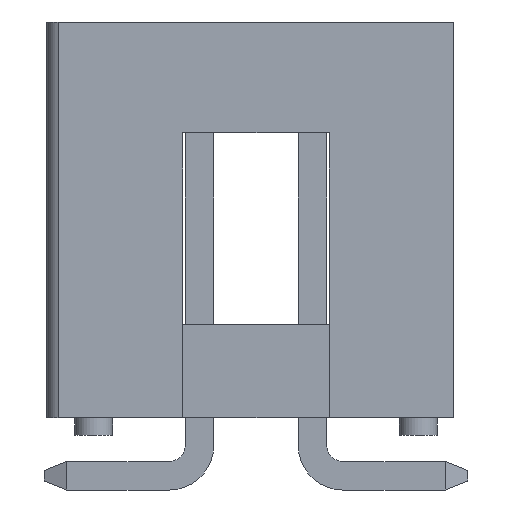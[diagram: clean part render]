
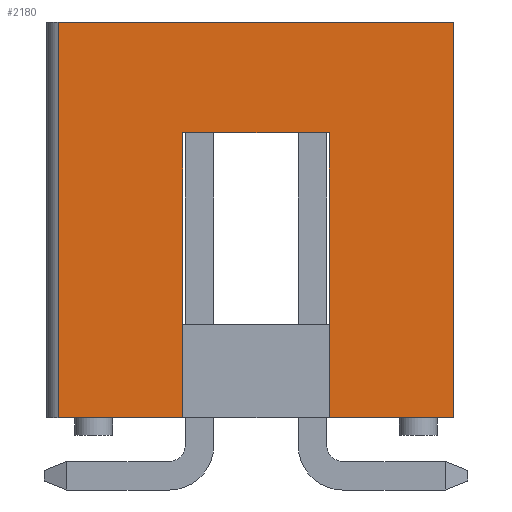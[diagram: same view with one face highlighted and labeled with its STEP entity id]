
A CAD part, left-side view. The second image highlights one B-rep face of the part: STEP entity #2180.
In plain terms, the highlighted planar face has unit normal (-1, 0, 0).
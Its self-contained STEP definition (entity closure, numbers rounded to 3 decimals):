
#84=LINE('',#3122,#367);
#88=LINE('',#3130,#371);
#174=LINE('',#3303,#457);
#176=LINE('',#3307,#459);
#177=LINE('',#3310,#460);
#178=LINE('',#3311,#461);
#179=LINE('',#3313,#462);
#180=LINE('',#3314,#463);
#367=VECTOR('',#2514,1000.);
#371=VECTOR('',#2518,1000.);
#457=VECTOR('',#2616,1000.);
#459=VECTOR('',#2620,1000.);
#460=VECTOR('',#2621,1000.);
#461=VECTOR('',#2622,1000.);
#462=VECTOR('',#2623,1000.);
#463=VECTOR('',#2624,1000.);
#756=ORIENTED_EDGE('',*,*,#1356,.T.);
#757=ORIENTED_EDGE('',*,*,#1357,.T.);
#758=ORIENTED_EDGE('',*,*,#1263,.F.);
#759=ORIENTED_EDGE('',*,*,#1358,.T.);
#760=ORIENTED_EDGE('',*,*,#1359,.T.);
#761=ORIENTED_EDGE('',*,*,#1354,.F.);
#762=ORIENTED_EDGE('',*,*,#1267,.F.);
#763=ORIENTED_EDGE('',*,*,#1360,.F.);
#1263=EDGE_CURVE('',#1566,#1567,#84,.T.);
#1267=EDGE_CURVE('',#1570,#1571,#88,.T.);
#1354=EDGE_CURVE('',#1571,#1652,#174,.T.);
#1356=EDGE_CURVE('',#1653,#1654,#176,.T.);
#1357=EDGE_CURVE('',#1654,#1567,#177,.T.);
#1358=EDGE_CURVE('',#1566,#1655,#178,.T.);
#1359=EDGE_CURVE('',#1655,#1652,#179,.T.);
#1360=EDGE_CURVE('',#1653,#1570,#180,.T.);
#1566=VERTEX_POINT('',#3121);
#1567=VERTEX_POINT('',#3123);
#1570=VERTEX_POINT('',#3129);
#1571=VERTEX_POINT('',#3131);
#1652=VERTEX_POINT('',#3304);
#1653=VERTEX_POINT('',#3308);
#1654=VERTEX_POINT('',#3309);
#1655=VERTEX_POINT('',#3312);
#1781=EDGE_LOOP('',(#756,#757,#758,#759,#760,#761,#762,#763));
#1934=FACE_BOUND('',#1781,.T.);
#2065=PLANE('',#2340);
#2180=ADVANCED_FACE('',(#1934),#2065,.T.);
#2340=AXIS2_PLACEMENT_3D('',#3306,#2618,#2619);
#2514=DIRECTION('',(0.,1.,0.));
#2518=DIRECTION('',(0.,1.,0.));
#2616=DIRECTION('',(0.,0.,1.));
#2618=DIRECTION('',(-1.,0.,0.));
#2619=DIRECTION('',(0.,0.,1.));
#2620=DIRECTION('',(0.,-1.,0.));
#2621=DIRECTION('',(0.,0.,-1.));
#2622=DIRECTION('',(0.,0.,1.));
#2623=DIRECTION('',(0.,1.,0.));
#2624=DIRECTION('',(0.,0.,-1.));
#3121=CARTESIAN_POINT('',(-8.89,-4.445,-4.445));
#3122=CARTESIAN_POINT('',(-8.89,-4.445,-4.445));
#3123=CARTESIAN_POINT('',(-8.89,-1.65,-4.445));
#3129=CARTESIAN_POINT('',(-8.89,1.65,-4.445));
#3130=CARTESIAN_POINT('',(-8.89,-4.445,-4.445));
#3131=CARTESIAN_POINT('',(-8.89,4.445,-4.445));
#3303=CARTESIAN_POINT('',(-8.89,4.445,-4.445));
#3304=CARTESIAN_POINT('',(-8.89,4.445,4.445));
#3306=CARTESIAN_POINT('',(-8.89,-4.445,-4.445));
#3307=CARTESIAN_POINT('',(-8.89,1.65,1.955));
#3308=CARTESIAN_POINT('',(-8.89,1.65,1.955));
#3309=CARTESIAN_POINT('',(-8.89,-1.65,1.955));
#3310=CARTESIAN_POINT('',(-8.89,-1.65,1.955));
#3311=CARTESIAN_POINT('',(-8.89,-4.445,-4.445));
#3312=CARTESIAN_POINT('',(-8.89,-4.445,4.445));
#3313=CARTESIAN_POINT('',(-8.89,-4.445,4.445));
#3314=CARTESIAN_POINT('',(-8.89,1.65,1.955));
